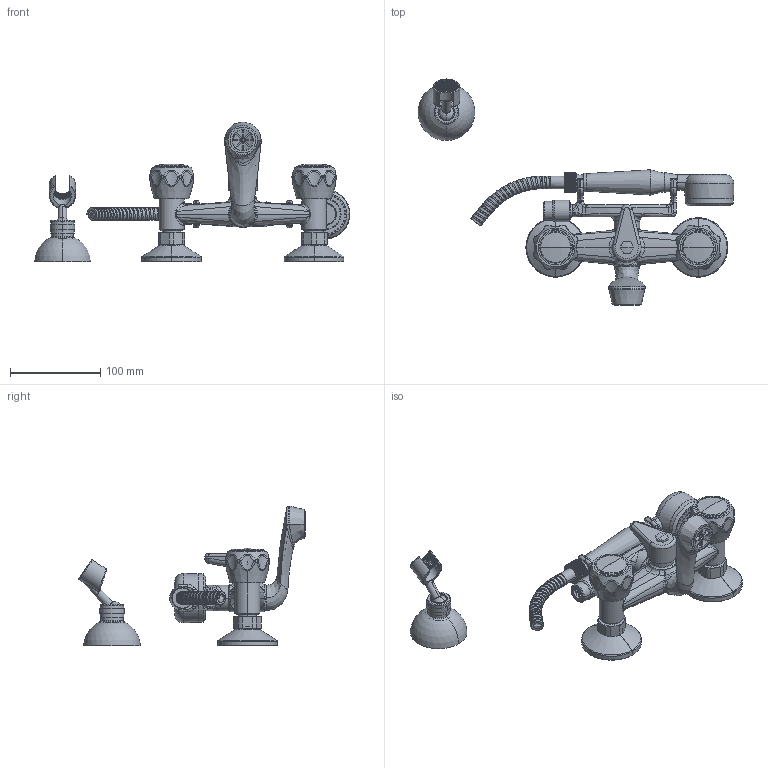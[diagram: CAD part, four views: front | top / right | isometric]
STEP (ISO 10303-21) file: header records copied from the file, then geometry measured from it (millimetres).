
FILE_DESCRIPTION((''),'2;1');
FILE_NAME('DA923CR','2021-11-09T12:01:08',('ut3'),('PAFFONI SpA'),'CREO PARAMETRIC BY PTC INC, 2020044','CREO PARAMETRIC BY PTC INC, 2020044','');
FILE_SCHEMA(('CONFIG_CONTROL_DESIGN','SHAPE_APPEARANCE_LAYERS_GROUPS'));
Length unit declared in the file: millimetre
Products named in the file (1): DA923CR
Bounding box: 350.19 x 250.65 x 155 mm (x, y, z)
Volume: 489731.6 mm3; surface area: 177659.1 mm2
Topology: 5 solids, 5 shells, 2047 faces, 5033 edges, 3152 vertices
Faces by surface type: plane 767, cylinder 672, bspline 298, cone 166, torus 124, sphere 20
Entity records: 111202 total; most frequent: CARTESIAN_POINT 48373, ORIENTED_EDGE 10028, DIRECTION 9624, EDGE_CURVE 5014, AXIS2_PLACEMENT_3D 3749, VERTEX_POINT 3149, FILL_AREA_STYLE_COLOUR 2301, FILL_AREA_STYLE 2301
